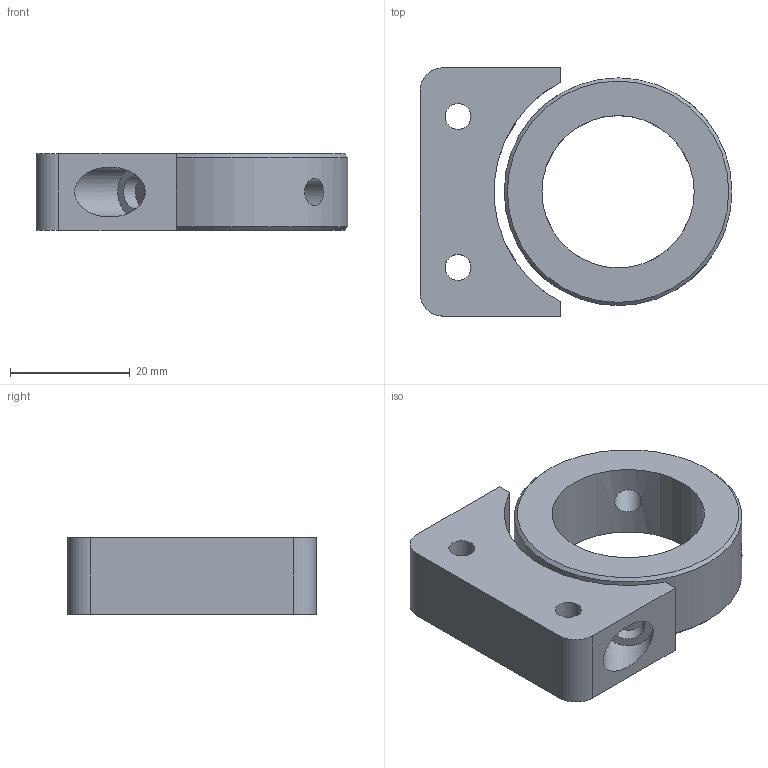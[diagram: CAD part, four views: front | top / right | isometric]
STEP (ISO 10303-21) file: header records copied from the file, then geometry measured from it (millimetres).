
FILE_DESCRIPTION(/* description */ ('Alibre Inc.'),/* implementation_level */ '2;1');
FILE_NAME(/* name */ 'export0',/* time_stamp */ '2015-05-18T12:46:36-07:00',/* author */ (''),/* organization */ (''),/* preprocessor_version */ 'ST-DEVELOPER v14',/* originating_system */ 'Alibre',/* authorisation */ '');
FILE_SCHEMA (('CONFIG_CONTROL_DESIGN'));
Length unit declared in the file: centimetre
Products named in the file (3): ID_1; ID_2
Bounding box: 52.01 x 41.4 x 12.7 mm (x, y, z)
Volume: 14901.9 mm3; surface area: 7540.8 mm2
Topology: 2 solids, 2 shells, 28 faces, 68 edges, 46 vertices
Faces by surface type: cylinder 15, plane 11, cone 2
Full cylindrical faces by diameter (mm): 4.318 x2, 4.496 x4, 5.563 x2, 8.331 x2, 25.4 x1, 37.973 x1
Entity records: 1348 total; most frequent: CARTESIAN_POINT 452, DIRECTION 111, ORIENTED_EDGE 100, EDGE_LOOP 62, FACE_BOUND 62, AXIS2_PLACEMENT_3D 52, EDGE_CURVE 50, VERTEX_POINT 42
